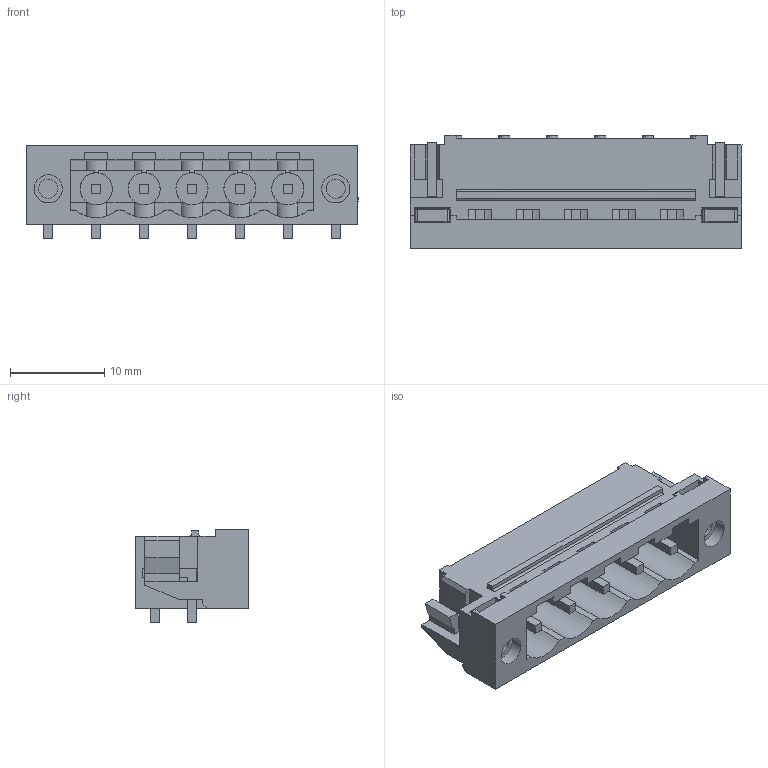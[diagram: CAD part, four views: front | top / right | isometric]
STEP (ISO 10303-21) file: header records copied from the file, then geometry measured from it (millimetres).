
FILE_DESCRIPTION(('CATIA V5R22 STEP214','CAx-IF Rec.Pracs.--- Model Styling and Organization---1.4--- 2014-01-23'),'2;1');
FILE_NAME ('D1455875_1_1775262001_1775262001.stp','2023-05-11T06:53:52+00:00',('none'),('Weidmueller'),'CATIA Version 5-6 Release 2016 SP3 HF44','CATIA V5 STEP AP214','none');
FILE_SCHEMA(('AUTOMOTIVE_DESIGN { 1 0 10303 214 1 1 1 1 }'));
Length unit declared in the file: millimetre
Products named in the file (1): 1775262001
Bounding box: 35.2 x 12 x 9.93 mm (x, y, z)
Volume: 1513.8 mm3; surface area: 3258.7 mm2
Topology: 10 solids, 10 shells, 437 faces, 1284 edges, 846 vertices
Faces by surface type: plane 345, cylinder 72, extrusion 12, cone 8
Entity records: 14016 total; most frequent: CARTESIAN_POINT 3158, ORIENTED_EDGE 2568, DIRECTION 1711, EDGE_CURVE 1284, VECTOR 1001, LINE 989, VERTEX_POINT 846, EDGE_LOOP 468
